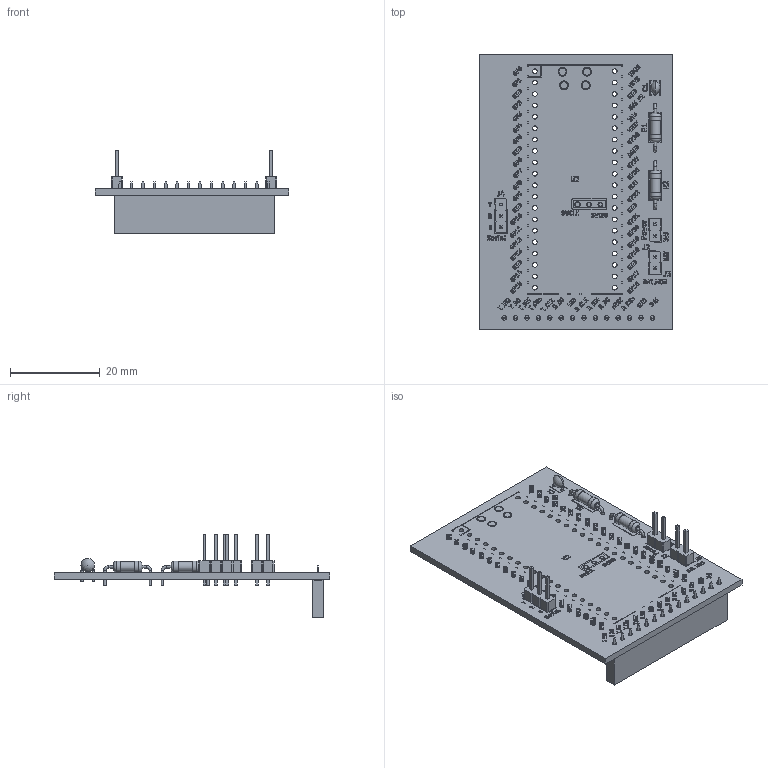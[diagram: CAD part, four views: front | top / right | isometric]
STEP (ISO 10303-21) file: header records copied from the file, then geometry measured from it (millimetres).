
FILE_DESCRIPTION(('KiCad electronic assembly'),'2;1');
FILE_NAME('lcd_conn.step','2025-06-17T23:15:00',('Pcbnew'),('Kicad'), 'Open CASCADE STEP processor 7.8','KiCad to STEP converter','Unknown' );
FILE_SCHEMA(('AUTOMOTIVE_DESIGN { 1 0 10303 214 1 1 1 1 }'));
Length unit declared in the file: millimetre
Products named in the file (8): lcd_conn 1; C_Disc_D3.0mm_W2.0mm_P2.50mm; R_Axial_DIN0207_L6.3mm_D2.5mm_P10.16mm_Horizontal; PinHeader_1x02_P2.54mm_Vertical; PinHeader_1x03_P2.54mm_Vertical; PinSocket_1x14_P2.54mm_Vertical; lcd_conn_silkscreen; lcd_conn_PCB
Assembly tree (9 placements, depth 2):
  lcd_conn 1
    C_Disc_D3.0mm_W2.0mm_P2.50mm
    R_Axial_DIN0207_L6.3mm_D2.5mm_P10.16mm_Horizontal  x2
    PinHeader_1x02_P2.54mm_Vertical  x2
    PinHeader_1x03_P2.54mm_Vertical
    PinSocket_1x14_P2.54mm_Vertical
    lcd_conn_silkscreen
    lcd_conn_PCB
Bounding box: 43.18 x 61.47 x 18.72 mm (x, y, z)
Volume: 4859.2 mm3; surface area: 7687.9 mm2
Topology: 8 solids, 327 shells, 992 faces, 7026 edges, 6417 vertices
Faces by surface type: plane 893, cylinder 87, torus 8, revolution 2, sphere 2
Full cylindrical faces by diameter (mm): 0.5 x2, 0.6 x8, 0.8 x6, 1 x21, 1.02 x40, 2.25 x2, 2.5 x4
Entity records: 74267 total; most frequent: CARTESIAN_POINT 14357, DIRECTION 10228, ORIENTED_EDGE 8422, EDGE_CURVE 6875, VERTEX_POINT 6325, LINE 5370, VECTOR 5370, AXIS2_PLACEMENT_3D 2428
